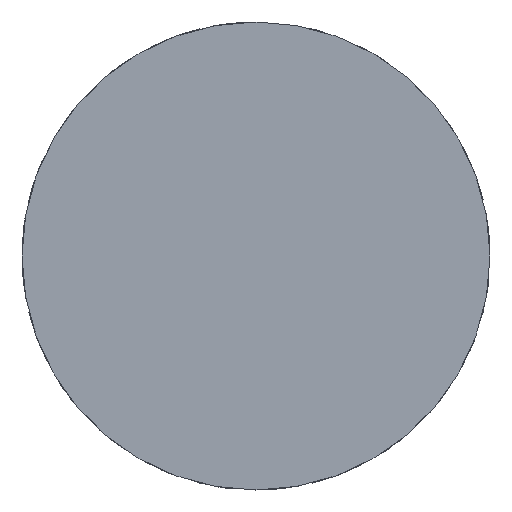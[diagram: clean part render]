
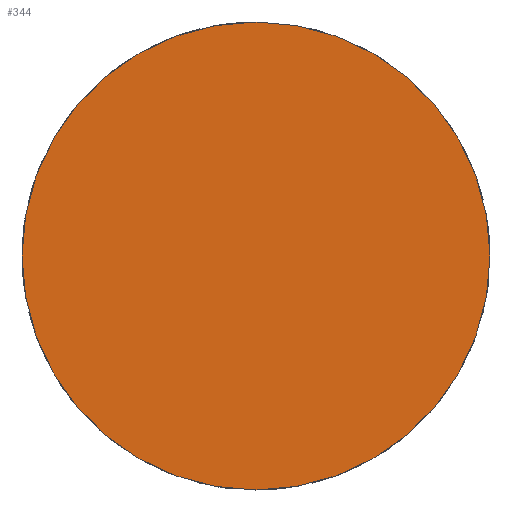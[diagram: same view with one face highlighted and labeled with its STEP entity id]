
A CAD part, left-side view. The second image highlights one B-rep face of the part: STEP entity #344.
In plain terms, the highlighted planar face has unit normal (-1, 0, 0).
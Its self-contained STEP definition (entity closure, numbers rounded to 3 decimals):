
#344 = ADVANCED_FACE ( 'NONE', ( #562 ), #5468, .F. ) ;
#405 = EDGE_CURVE ( 'NONE', #3924, #3813, #4390, .T. ) ;
#481 = EDGE_CURVE ( 'NONE', #3813, #3924, #1896, .T. ) ;
#498 = EDGE_LOOP ( 'NONE', ( #2175, #2174 ) ) ;
#562 = FACE_OUTER_BOUND ( 'NONE', #498, .T. ) ;
#1850 = AXIS2_PLACEMENT_3D ( 'NONE', #4135, #4143, #4144 ) ;
#1855 = AXIS2_PLACEMENT_3D ( 'NONE', #3603, #3607, #3608 ) ;
#1867 = AXIS2_PLACEMENT_3D ( 'NONE', #5450, #5475, #5476 ) ;
#1896 = CIRCLE ( 'NONE', #1850, 5. ) ;
#2174 = ORIENTED_EDGE ( 'NONE', *, *, #405, .T. ) ;
#2175 = ORIENTED_EDGE ( 'NONE', *, *, #481, .T. ) ;
#3603 = CARTESIAN_POINT ( 'NONE',  ( -40., 0., 0. ) ) ;
#3607 = DIRECTION ( 'NONE',  ( -1., 0., 0. ) ) ;
#3608 = DIRECTION ( 'NONE',  ( 0., 0., 1. ) ) ;
#3813 = VERTEX_POINT ( 'NONE', #4247 ) ;
#3924 = VERTEX_POINT ( 'NONE', #4286 ) ;
#4135 = CARTESIAN_POINT ( 'NONE',  ( -40., 0., 0. ) ) ;
#4143 = DIRECTION ( 'NONE',  ( -1., 0., 0. ) ) ;
#4144 = DIRECTION ( 'NONE',  ( 0., 0., 1. ) ) ;
#4247 = CARTESIAN_POINT ( 'NONE',  ( -40., 0., 5. ) ) ;
#4286 = CARTESIAN_POINT ( 'NONE',  ( -40., 0., -5. ) ) ;
#4390 = CIRCLE ( 'NONE', #1855, 5. ) ;
#5450 = CARTESIAN_POINT ( 'NONE',  ( -40., 5., 0. ) ) ;
#5468 = PLANE ( 'NONE',  #1867 ) ;
#5475 = DIRECTION ( 'NONE',  ( 1., 0., 0. ) ) ;
#5476 = DIRECTION ( 'NONE',  ( 0., 0., -1. ) ) ;
